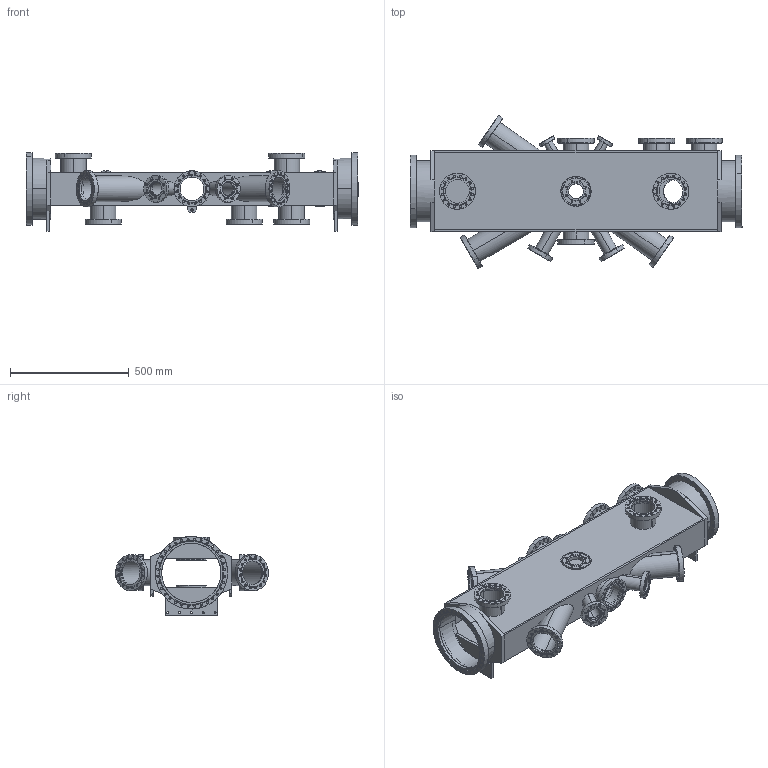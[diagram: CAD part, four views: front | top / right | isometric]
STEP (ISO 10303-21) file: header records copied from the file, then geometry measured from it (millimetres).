
FILE_DESCRIPTION(('CATIA V5 STEP Exchange','CAx-IF Rec.Pracs.--- Model Styling and Organization---1.2---2011-12-15'),'2;1');
FILE_NAME('ESR-QV060.010.000_C5P_000_-.stp','2014-02-03T13:18:57+00:00',('none'),('none'),'CATIA Version 5 Release 21 SP 4 (IN-10)','CATIA V5 STEP AP214','none');
FILE_SCHEMA(('AUTOMOTIVE_DESIGN { 1 0 10303 214 1 1 1 1 }'));
Length unit declared in the file: millimetre
Products named in the file (1): ESR-QV060.010.000_-_Streukammer Schw.Gruppe
Bounding box: 1400 x 645.61 x 332.96 mm (x, y, z)
Volume: 13833742.4 mm3; surface area: 4203874.3 mm2
Topology: 28 solids, 28 shells, 1266 faces, 3224 edges, 2096 vertices
Faces by surface type: cylinder 878, plane 224, cone 164
Entity records: 44301 total; most frequent: CARTESIAN_POINT 6960, ORIENTED_EDGE 6448, DIRECTION 4622, EDGE_CURVE 3224, AXIS2_PLACEMENT_3D 2626, VERTEX_POINT 2096, EDGE_LOOP 2012, CIRCLE 1912
